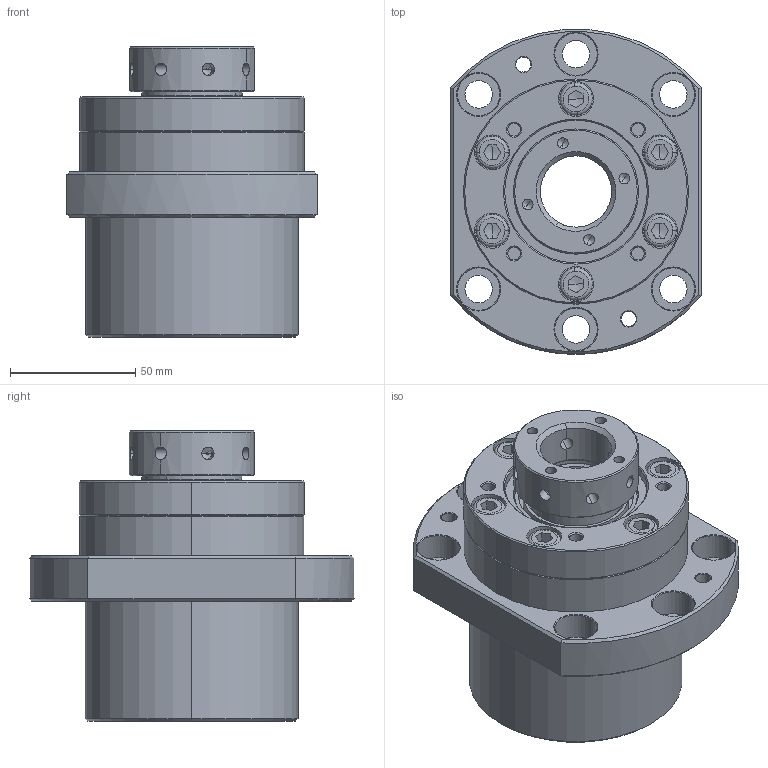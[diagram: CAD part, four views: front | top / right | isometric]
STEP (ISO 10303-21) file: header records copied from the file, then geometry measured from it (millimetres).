
FILE_DESCRIPTION (( 'STEP AP214' ), '1' );
FILE_NAME ('WBK30DFF_RN30W-Rollco.step', '2023-04-27T09:30:21', ( '' ), ( '' ), 'SwSTEP 2.0', 'SolidWorks 2010', '' );
FILE_SCHEMA (( 'AUTOMOTIVE_DESIGN' ));
Length unit declared in the file: millimetre
Products named in the file (8): WBK25~30DFF_house; 30TAC62; WBK25-30DF-DFD_lid; SBK25DFD_WBK25-30DFF_seal; WBK30_spacer_b18; MC6S-M8x20; RN30W; WBK30DFF_RN30W-Rollco
Assembly tree (17 placements, depth 2):
  WBK30DFF_RN30W-Rollco
    MC6S-M8x20  x6
    SBK25DFD_WBK25-30DFF_seal  x2
    WBK25~30DFF_house
    WBK30_spacer_b18  x2
    30TAC62  x4
    RN30W
    WBK25-30DF-DFD_lid
Bounding box: 100 x 129.79 x 116 mm (x, y, z)
Volume: 531878 mm3; surface area: 177467.1 mm2
Topology: 57 solids, 57 shells, 928 faces, 2317 edges, 1362 vertices
Faces by surface type: cylinder 416, cone 215, bspline 172, plane 125
Entity records: 18059 total; most frequent: CARTESIAN_POINT 7504, DIRECTION 2229, ORIENTED_EDGE 2010, EDGE_CURVE 1005, AXIS2_PLACEMENT_3D 924, VERTEX_POINT 625, EDGE_LOOP 550, CIRCLE 493
